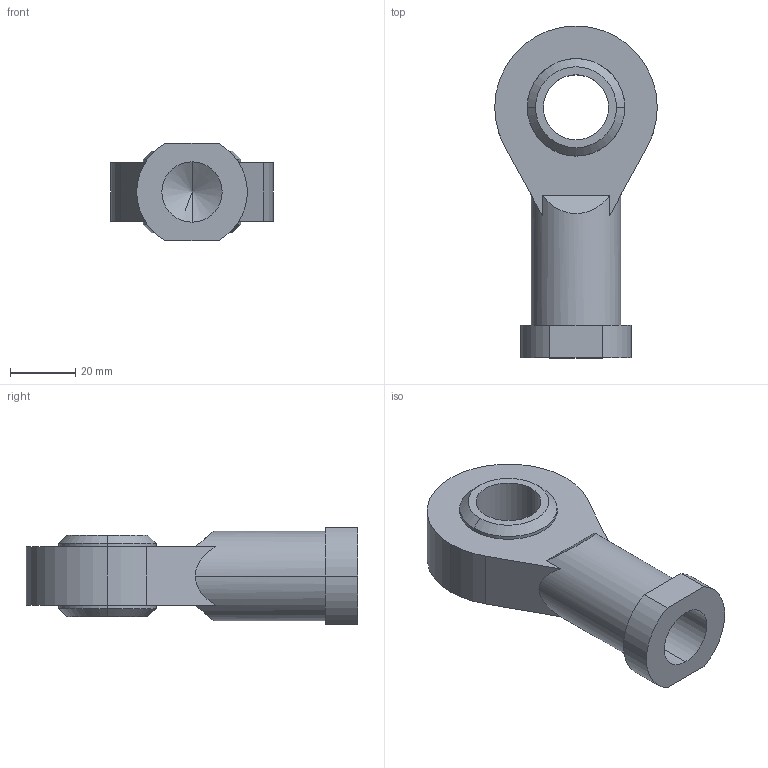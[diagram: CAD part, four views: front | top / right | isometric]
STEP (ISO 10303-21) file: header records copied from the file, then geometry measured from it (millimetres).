
FILE_DESCRIPTION (( 'STEP AP214' ), '1' );
FILE_NAME ('GRE-M20-15.step', '2017-08-21T13:03:11', ( '' ), ( '' ), 'SwSTEP 2.0', 'SolidWorks 2017', '' );
FILE_SCHEMA (( 'AUTOMOTIVE_DESIGN' ));
Length unit declared in the file: millimetre
Products named in the file (1): GRE-M20-15
Bounding box: 50 x 102 x 30 mm (x, y, z)
Volume: 53796.1 mm3; surface area: 19705.7 mm2
Topology: 2 solids, 2 shells, 34 faces, 81 edges, 51 vertices
Faces by surface type: cylinder 16, plane 12, cone 6
Entity records: 1050 total; most frequent: CARTESIAN_POINT 183, DIRECTION 177, ORIENTED_EDGE 158, EDGE_CURVE 79, AXIS2_PLACEMENT_3D 69, VERTEX_POINT 51, EDGE_LOOP 40, VECTOR 39
